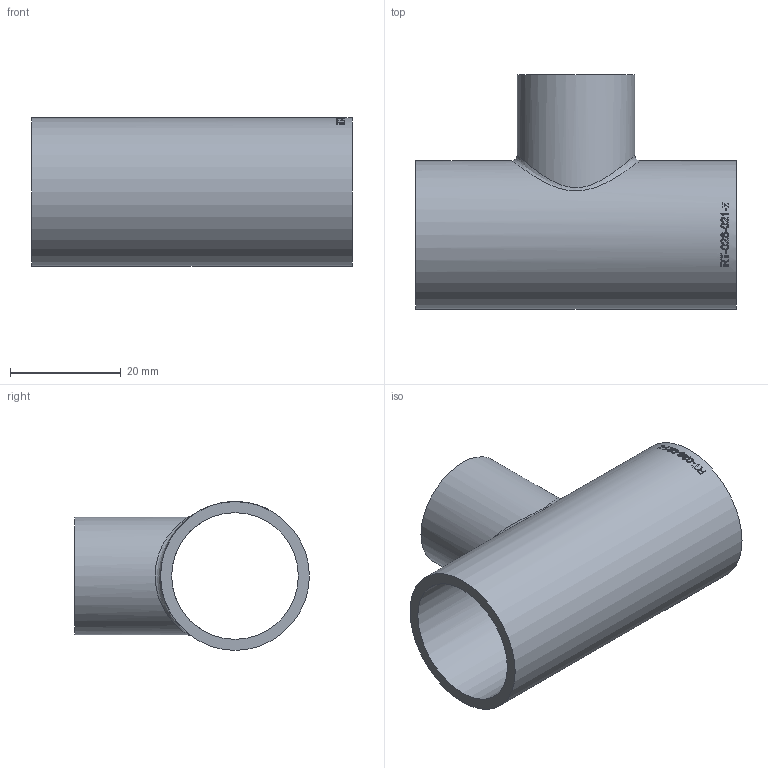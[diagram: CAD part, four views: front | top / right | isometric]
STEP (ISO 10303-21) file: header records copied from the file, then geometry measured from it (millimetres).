
FILE_DESCRIPTION (( 'STEP AP214' ), '1' );
FILE_NAME ('RT-026-021-x T-Stück Ø26,9x2,0-Ø21,3x2,0 BL58 1910.STEP', '2019-10-25T08:28:10', ( '' ), ( '' ), 'SwSTEP 2.0', 'SolidWorks 2016', '' );
FILE_SCHEMA (( 'AUTOMOTIVE_DESIGN' ));
Length unit declared in the file: millimetre
Products named in the file (1): RT-026-021-x T-Stück Ø26,9x2,0-Ø21,3x2,0 BL58 1910
Bounding box: 58 x 42.45 x 26.9 mm (x, y, z)
Volume: 10692.6 mm3; surface area: 11096.4 mm2
Topology: 1 solids, 1 shells, 149 faces, 391 edges, 260 vertices
Faces by surface type: bspline 81, plane 47, cylinder 21
Full cylindrical faces by diameter (mm): 17.3 x1, 21.3 x1, 22.9 x1, 26.9 x1
Entity records: 13203 total; most frequent: CARTESIAN_POINT 8748, ORIENTED_EDGE 758, EDGE_CURVE 379, DIRECTION 321, VERTEX_POINT 256, B_SPLINE_CURVE_WITH_KNOTS 252, EDGE_LOOP 175, FACE_OUTER_BOUND 154
